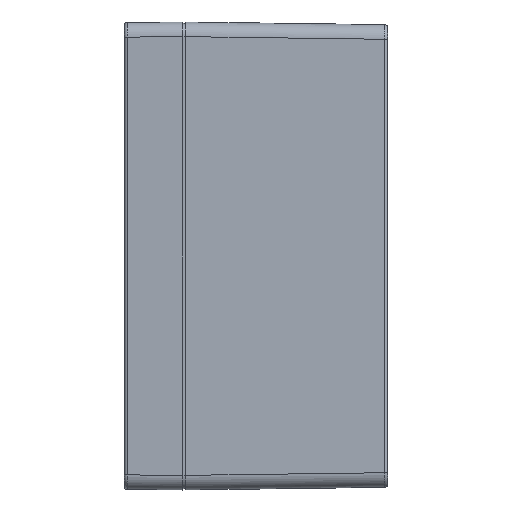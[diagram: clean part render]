
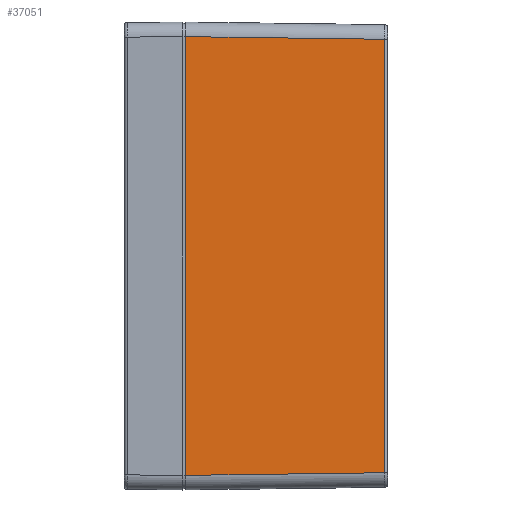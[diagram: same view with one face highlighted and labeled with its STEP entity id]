
A CAD part, left-side view. The second image highlights one B-rep face of the part: STEP entity #37051.
In plain terms, the highlighted planar face has unit normal (-1, -0.013, 0).
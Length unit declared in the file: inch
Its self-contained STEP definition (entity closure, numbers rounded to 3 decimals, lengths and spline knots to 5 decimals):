
#111 = CARTESIAN_POINT ( 'NONE',  ( -0.50043, -0.03937, 5.62444 ) ) ;
#701 = EDGE_CURVE ( 'NONE', #8134, #22561, #35957, .T. ) ;
#1578 = DIRECTION ( 'NONE',  ( 0., 0., -1. ) ) ;
#2335 = VECTOR ( 'NONE', #39931, 39.37008 ) ;
#5600 = ORIENTED_EDGE ( 'NONE', *, *, #29692, .F. ) ;
#6609 = ORIENTED_EDGE ( 'NONE', *, *, #9376, .T. ) ;
#8134 = VERTEX_POINT ( 'NONE', #11834 ) ;
#9376 = EDGE_CURVE ( 'NONE', #22561, #21987, #14637, .T. ) ;
#11052 = EDGE_LOOP ( 'NONE', ( #5600, #29392, #6609, #39776 ) ) ;
#11834 = CARTESIAN_POINT ( 'NONE',  ( -0.46538, -2.71705, 5.58938 ) ) ;
#13365 = LINE ( 'NONE', #25392, #40201 ) ;
#14637 = LINE ( 'NONE', #17900, #35153 ) ;
#15038 = EDGE_CURVE ( 'NONE', #19916, #21987, #36133, .T. ) ;
#15428 = DIRECTION ( 'NONE',  ( 0., 0., -1. ) ) ;
#17900 = CARTESIAN_POINT ( 'NONE',  ( -0.50043, -0.03937, 2.67218 ) ) ;
#19916 = VERTEX_POINT ( 'NONE', #30244 ) ;
#21987 = VERTEX_POINT ( 'NONE', #40464 ) ;
#22561 = VERTEX_POINT ( 'NONE', #39604 ) ;
#23797 = AXIS2_PLACEMENT_3D ( 'NONE', #111, #41184, #15428 ) ;
#25392 = CARTESIAN_POINT ( 'NONE',  ( -0.46538, -2.71705, 2.67218 ) ) ;
#28077 = VECTOR ( 'NONE', #28640, 39.37008 ) ;
#28451 = CARTESIAN_POINT ( 'NONE',  ( -0.46538, -2.71705, 5.58938 ) ) ;
#28640 = DIRECTION ( 'NONE',  ( -0.013, 1., -0.013 ) ) ;
#29392 = ORIENTED_EDGE ( 'NONE', *, *, #701, .T. ) ;
#29692 = EDGE_CURVE ( 'NONE', #8134, #19916, #13365, .T. ) ;
#29721 = FACE_OUTER_BOUND ( 'NONE', #11052, .T. ) ;
#30244 = CARTESIAN_POINT ( 'NONE',  ( -0.46538, -2.71705, -0.24503 ) ) ;
#32401 = CARTESIAN_POINT ( 'NONE',  ( -0.48291, -1.37754, -0.26256 ) ) ;
#32933 = DIRECTION ( 'NONE',  ( 0., 0., -1. ) ) ;
#35153 = VECTOR ( 'NONE', #32933, 39.37008 ) ;
#35957 = LINE ( 'NONE', #28451, #2335 ) ;
#36133 = LINE ( 'NONE', #32401, #28077 ) ;
#37051 = ADVANCED_FACE ( 'NONE', ( #29721 ), #48675, .T. ) ;
#39604 = CARTESIAN_POINT ( 'NONE',  ( -0.50043, -0.03937, 5.62444 ) ) ;
#39776 = ORIENTED_EDGE ( 'NONE', *, *, #15038, .F. ) ;
#39931 = DIRECTION ( 'NONE',  ( -0.013, 1., 0.013 ) ) ;
#40201 = VECTOR ( 'NONE', #1578, 39.37008 ) ;
#40464 = CARTESIAN_POINT ( 'NONE',  ( -0.50043, -0.03937, -0.28008 ) ) ;
#41184 = DIRECTION ( 'NONE',  ( -1., -0.013, 0. ) ) ;
#48675 = PLANE ( 'NONE',  #23797 ) ;
